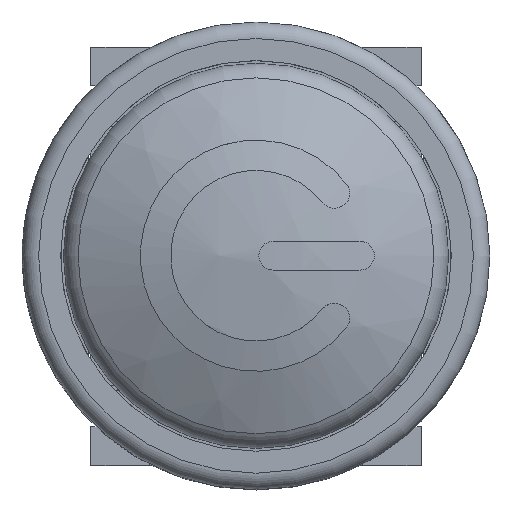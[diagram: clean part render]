
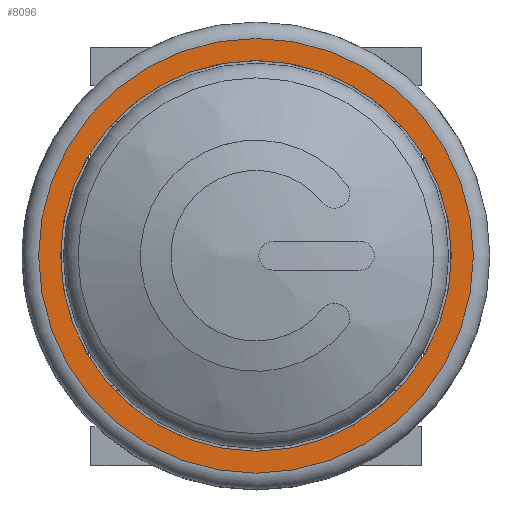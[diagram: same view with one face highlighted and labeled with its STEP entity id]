
A CAD part, top view. The second image highlights one B-rep face of the part: STEP entity #8096.
In plain terms, the highlighted planar face has unit normal (0, 0, 1).
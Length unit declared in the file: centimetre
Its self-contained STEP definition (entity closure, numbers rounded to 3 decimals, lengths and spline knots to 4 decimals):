
#130=FACE_BOUND('',#581,.T.);
#154=FACE_OUTER_BOUND('',#580,.T.);
#580=EDGE_LOOP('',(#5361));
#581=EDGE_LOOP('',(#5362));
#1013=CIRCLE('',#8538,0.395);
#1021=CIRCLE('',#8548,0.355);
#3316=VERTEX_POINT('',#11480);
#3322=VERTEX_POINT('',#11498);
#4106=EDGE_CURVE('',#3316,#3316,#1013,.T.);
#4115=EDGE_CURVE('',#3322,#3322,#1021,.T.);
#5361=ORIENTED_EDGE('',*,*,#4106,.F.);
#5362=ORIENTED_EDGE('',*,*,#4115,.T.);
#7751=PLANE('',#8547);
#8096=ADVANCED_FACE('',(#154,#130),#7751,.F.);
#8538=AXIS2_PLACEMENT_3D('',#11482,#9203,#9204);
#8547=AXIS2_PLACEMENT_3D('',#11497,#9222,#9223);
#8548=AXIS2_PLACEMENT_3D('',#11499,#9224,#9225);
#9203=DIRECTION('center_axis',(0.,0.,
-1.));
#9204=DIRECTION('ref_axis',(0.,-1.,0.));
#9222=DIRECTION('center_axis',(0.,0.,
-1.));
#9223=DIRECTION('ref_axis',(0.,-1.,0.));
#9224=DIRECTION('center_axis',(0.,0.,
-1.));
#9225=DIRECTION('ref_axis',(0.,-1.,0.));
#11480=CARTESIAN_POINT('',(0.,0.395,0.81));
#11482=CARTESIAN_POINT('Origin',(0.,0.,
0.81));
#11497=CARTESIAN_POINT('Origin',(0.,0.,
0.81));
#11498=CARTESIAN_POINT('',(0.,0.355,0.81));
#11499=CARTESIAN_POINT('Origin',(0.,0.,
0.81));
